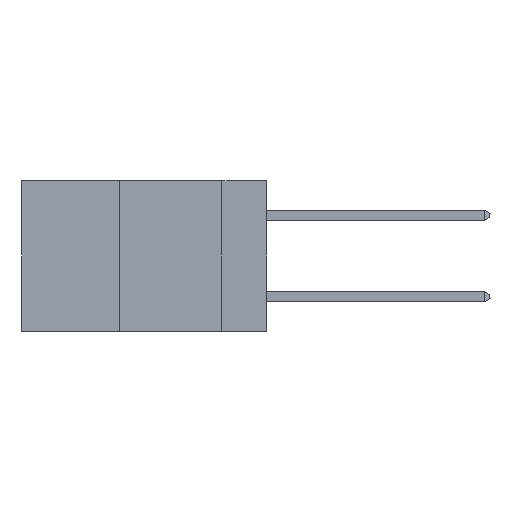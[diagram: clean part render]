
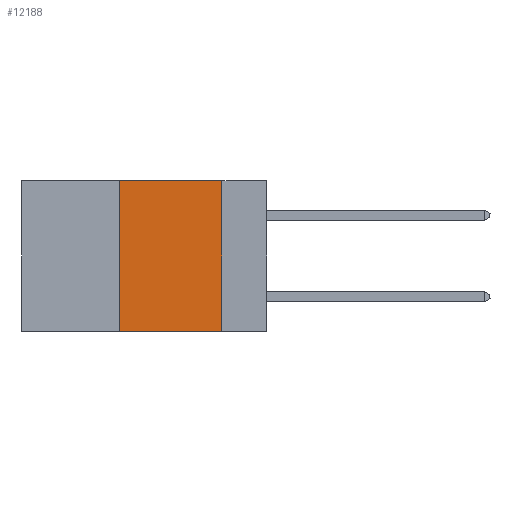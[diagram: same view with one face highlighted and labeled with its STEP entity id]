
A CAD part, left-side view. The second image highlights one B-rep face of the part: STEP entity #12188.
In plain terms, the highlighted planar face has unit normal (-1, 0, 0).
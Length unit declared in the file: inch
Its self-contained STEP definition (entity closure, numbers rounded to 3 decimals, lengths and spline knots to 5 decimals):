
#123 = CARTESIAN_POINT ( 'NONE',  ( 0., 0.11, 0. ) ) ;
#1923 = ORIENTED_EDGE ( 'NONE', *, *, #17352, .T. ) ;
#2032 = EDGE_CURVE ( 'NONE', #12840, #9201, #10866, .T. ) ;
#2624 = CARTESIAN_POINT ( 'NONE',  ( 0., 0.11, 0. ) ) ;
#2759 = LINE ( 'NONE', #3020, #13840 ) ;
#2907 = ORIENTED_EDGE ( 'NONE', *, *, #12796, .F. ) ;
#3020 = CARTESIAN_POINT ( 'NONE',  ( 0., 0.36, 0. ) ) ;
#4985 = VECTOR ( 'NONE', #15201, 39.37008 ) ;
#5943 = VECTOR ( 'NONE', #9240, 39.37008 ) ;
#6184 = DIRECTION ( 'NONE',  ( 1., 0., 0. ) ) ;
#6986 = CARTESIAN_POINT ( 'NONE',  ( 0., 0.6, 0. ) ) ;
#8513 = DIRECTION ( 'NONE',  ( 0., -1., 0. ) ) ;
#8673 = ORIENTED_EDGE ( 'NONE', *, *, #17316, .F. ) ;
#9156 = PLANE ( 'NONE',  #13535 ) ;
#9201 = VERTEX_POINT ( 'NONE', #2624 ) ;
#9240 = DIRECTION ( 'NONE',  ( 0., 0., -1. ) ) ;
#9277 = ORIENTED_EDGE ( 'NONE', *, *, #2032, .F. ) ;
#9489 = CARTESIAN_POINT ( 'NONE',  ( 0., 0.11, -0.37 ) ) ;
#10065 = VERTEX_POINT ( 'NONE', #9489 ) ;
#10866 = LINE ( 'NONE', #6986, #18232 ) ;
#11510 = EDGE_LOOP ( 'NONE', ( #8673, #9277, #2907, #1923 ) ) ;
#12188 = ADVANCED_FACE ( 'NONE', ( #16613 ), #9156, .F. ) ;
#12796 = EDGE_CURVE ( 'NONE', #16968, #12840, #2759, .T. ) ;
#12840 = VERTEX_POINT ( 'NONE', #16575 ) ;
#13535 = AXIS2_PLACEMENT_3D ( 'NONE', #15126, #6184, #16595 ) ;
#13840 = VECTOR ( 'NONE', #16519, 39.37008 ) ;
#15126 = CARTESIAN_POINT ( 'NONE',  ( 0., 0.6, 0. ) ) ;
#15201 = DIRECTION ( 'NONE',  ( 0., -1., 0. ) ) ;
#15267 = CARTESIAN_POINT ( 'NONE',  ( 0., 0.6, -0.37 ) ) ;
#16519 = DIRECTION ( 'NONE',  ( 0., 0., 1. ) ) ;
#16575 = CARTESIAN_POINT ( 'NONE',  ( 0., 0.36, 0. ) ) ;
#16595 = DIRECTION ( 'NONE',  ( 0., 0., -1. ) ) ;
#16613 = FACE_OUTER_BOUND ( 'NONE', #11510, .T. ) ;
#16888 = LINE ( 'NONE', #15267, #4985 ) ;
#16968 = VERTEX_POINT ( 'NONE', #17249 ) ;
#17249 = CARTESIAN_POINT ( 'NONE',  ( 0., 0.36, -0.37 ) ) ;
#17316 = EDGE_CURVE ( 'NONE', #9201, #10065, #17792, .T. ) ;
#17352 = EDGE_CURVE ( 'NONE', #16968, #10065, #16888, .T. ) ;
#17792 = LINE ( 'NONE', #123, #5943 ) ;
#18232 = VECTOR ( 'NONE', #8513, 39.37008 ) ;
